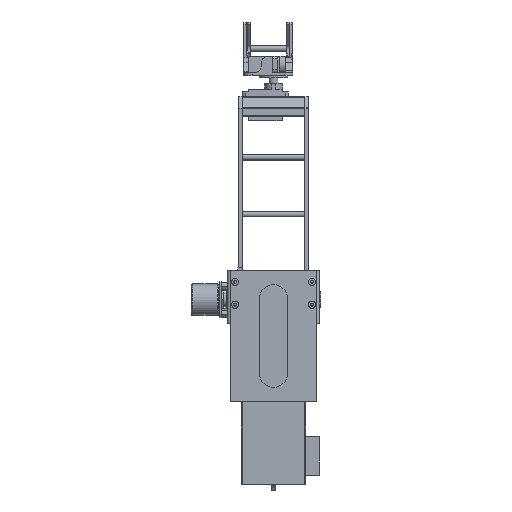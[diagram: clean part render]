
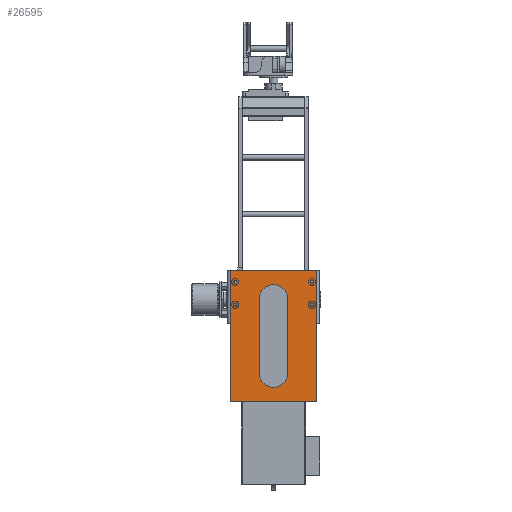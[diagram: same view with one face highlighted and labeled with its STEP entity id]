
A CAD part, top view. The second image highlights one B-rep face of the part: STEP entity #26595.
In plain terms, the highlighted planar face has unit normal (0, 0, 1).
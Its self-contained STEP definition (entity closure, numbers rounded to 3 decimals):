
#26057=CARTESIAN_POINT('Line Origine',(-25.,79.586,6.231)) ;
#26061=CARTESIAN_POINT('Vertex',(5.5,79.586,6.231)) ;
#26063=CARTESIAN_POINT('Vertex',(-55.5,79.586,6.231)) ;
#26097=CARTESIAN_POINT('Line Origine',(-55.5,125.586,6.231)) ;
#26101=CARTESIAN_POINT('Vertex',(-55.5,171.586,6.231)) ;
#26128=CARTESIAN_POINT('Line Origine',(-25.,171.586,6.231)) ;
#26132=CARTESIAN_POINT('Vertex',(5.5,171.586,6.231)) ;
#26159=CARTESIAN_POINT('Line Origine',(5.5,125.586,6.231)) ;
#26187=CARTESIAN_POINT('Vertex',(-53.,147.586,6.231)) ;
#26201=CARTESIAN_POINT('Vertex',(-51.,147.586,6.231)) ;
#26204=CARTESIAN_POINT('Axis2P3D Location',(-52.,147.586,6.231)) ;
#26221=CARTESIAN_POINT('Axis2P3D Location',(-52.,147.586,6.231)) ;
#26244=CARTESIAN_POINT('Vertex',(-53.,163.586,6.231)) ;
#26258=CARTESIAN_POINT('Vertex',(-51.,163.586,6.231)) ;
#26261=CARTESIAN_POINT('Axis2P3D Location',(-52.,163.586,6.231)) ;
#26278=CARTESIAN_POINT('Axis2P3D Location',(-52.,163.586,6.231)) ;
#26301=CARTESIAN_POINT('Vertex',(3.,163.586,6.231)) ;
#26315=CARTESIAN_POINT('Vertex',(1.,163.586,6.231)) ;
#26318=CARTESIAN_POINT('Axis2P3D Location',(2.,163.586,6.231)) ;
#26335=CARTESIAN_POINT('Axis2P3D Location',(2.,163.586,6.231)) ;
#26358=CARTESIAN_POINT('Vertex',(3.,147.586,6.231)) ;
#26372=CARTESIAN_POINT('Vertex',(1.,147.586,6.231)) ;
#26375=CARTESIAN_POINT('Axis2P3D Location',(2.,147.586,6.231)) ;
#26392=CARTESIAN_POINT('Axis2P3D Location',(2.,147.586,6.231)) ;
#26415=CARTESIAN_POINT('Vertex',(-15.,151.586,6.231)) ;
#26429=CARTESIAN_POINT('Vertex',(-15.,99.586,6.231)) ;
#26432=CARTESIAN_POINT('Line Origine',(-15.,125.586,6.231)) ;
#26455=CARTESIAN_POINT('Vertex',(-35.,151.586,6.231)) ;
#26463=CARTESIAN_POINT('Axis2P3D Location',(-25.,151.586,6.231)) ;
#26486=CARTESIAN_POINT('Vertex',(-35.,99.586,6.231)) ;
#26494=CARTESIAN_POINT('Line Origine',(-35.,125.586,6.231)) ;
#26516=CARTESIAN_POINT('Axis2P3D Location',(-25.,99.586,6.231)) ;
#26562=CARTESIAN_POINT('Axis2P3D Location',(0.,0.,6.231)) ;
#26058=DIRECTION('Vector Direction',(1.,0.,0.)) ;
#26098=DIRECTION('Vector Direction',(0.,-1.,0.)) ;
#26129=DIRECTION('Vector Direction',(-1.,0.,0.)) ;
#26160=DIRECTION('Vector Direction',(0.,1.,0.)) ;
#26205=DIRECTION('Axis2P3D Direction',(0.,0.,-1.)) ;
#26222=DIRECTION('Axis2P3D Direction',(0.,0.,-1.)) ;
#26262=DIRECTION('Axis2P3D Direction',(0.,0.,-1.)) ;
#26279=DIRECTION('Axis2P3D Direction',(0.,0.,-1.)) ;
#26319=DIRECTION('Axis2P3D Direction',(0.,0.,-1.)) ;
#26336=DIRECTION('Axis2P3D Direction',(0.,0.,-1.)) ;
#26376=DIRECTION('Axis2P3D Direction',(0.,0.,-1.)) ;
#26393=DIRECTION('Axis2P3D Direction',(0.,0.,-1.)) ;
#26433=DIRECTION('Vector Direction',(0.,1.,0.)) ;
#26464=DIRECTION('Axis2P3D Direction',(0.,0.,-1.)) ;
#26495=DIRECTION('Vector Direction',(0.,-1.,0.)) ;
#26517=DIRECTION('Axis2P3D Direction',(0.,0.,-1.)) ;
#26563=DIRECTION('Axis2P3D Direction',(0.,0.,-1.)) ;
#26564=DIRECTION('Axis2P3D XDirection',(1.,0.,0.)) ;
#26206=AXIS2_PLACEMENT_3D('Circle Axis2P3D',#26204,#26205,$) ;
#26223=AXIS2_PLACEMENT_3D('Circle Axis2P3D',#26221,#26222,$) ;
#26263=AXIS2_PLACEMENT_3D('Circle Axis2P3D',#26261,#26262,$) ;
#26280=AXIS2_PLACEMENT_3D('Circle Axis2P3D',#26278,#26279,$) ;
#26320=AXIS2_PLACEMENT_3D('Circle Axis2P3D',#26318,#26319,$) ;
#26337=AXIS2_PLACEMENT_3D('Circle Axis2P3D',#26335,#26336,$) ;
#26377=AXIS2_PLACEMENT_3D('Circle Axis2P3D',#26375,#26376,$) ;
#26394=AXIS2_PLACEMENT_3D('Circle Axis2P3D',#26392,#26393,$) ;
#26465=AXIS2_PLACEMENT_3D('Circle Axis2P3D',#26463,#26464,$) ;
#26518=AXIS2_PLACEMENT_3D('Circle Axis2P3D',#26516,#26517,$) ;
#26565=AXIS2_PLACEMENT_3D('Plane Axis2P3D',#26562,#26563,#26564) ;
#26568=ORIENTED_EDGE('',*,*,#26163,.F.) ;
#26569=ORIENTED_EDGE('',*,*,#26134,.F.) ;
#26570=ORIENTED_EDGE('',*,*,#26103,.F.) ;
#26571=ORIENTED_EDGE('',*,*,#26065,.F.) ;
#26574=ORIENTED_EDGE('',*,*,#26225,.T.) ;
#26575=ORIENTED_EDGE('',*,*,#26208,.T.) ;
#26578=ORIENTED_EDGE('',*,*,#26282,.T.) ;
#26579=ORIENTED_EDGE('',*,*,#26265,.T.) ;
#26582=ORIENTED_EDGE('',*,*,#26339,.T.) ;
#26583=ORIENTED_EDGE('',*,*,#26322,.T.) ;
#26586=ORIENTED_EDGE('',*,*,#26396,.T.) ;
#26587=ORIENTED_EDGE('',*,*,#26379,.T.) ;
#26590=ORIENTED_EDGE('',*,*,#26520,.T.) ;
#26591=ORIENTED_EDGE('',*,*,#26498,.T.) ;
#26592=ORIENTED_EDGE('',*,*,#26467,.T.) ;
#26593=ORIENTED_EDGE('',*,*,#26436,.T.) ;
#26576=FACE_BOUND('',#26573,.T.) ;
#26580=FACE_BOUND('',#26577,.T.) ;
#26584=FACE_BOUND('',#26581,.T.) ;
#26588=FACE_BOUND('',#26585,.T.) ;
#26594=FACE_BOUND('',#26589,.T.) ;
#26059=VECTOR('Line Direction',#26058,1.) ;
#26099=VECTOR('Line Direction',#26098,1.) ;
#26130=VECTOR('Line Direction',#26129,1.) ;
#26161=VECTOR('Line Direction',#26160,1.) ;
#26434=VECTOR('Line Direction',#26433,1.) ;
#26496=VECTOR('Line Direction',#26495,1.) ;
#26595=ADVANCED_FACE('PartBody',(#26572,#26576,#26580,#26584,#26588,#26594),#26566,.F.) ;
#26207=CIRCLE('generated circle',#26206,1.) ;
#26224=CIRCLE('generated circle',#26223,1.) ;
#26264=CIRCLE('generated circle',#26263,1.) ;
#26281=CIRCLE('generated circle',#26280,1.) ;
#26321=CIRCLE('generated circle',#26320,1.) ;
#26338=CIRCLE('generated circle',#26337,1.) ;
#26378=CIRCLE('generated circle',#26377,1.) ;
#26395=CIRCLE('generated circle',#26394,1.) ;
#26466=CIRCLE('generated circle',#26465,10.) ;
#26519=CIRCLE('generated circle',#26518,10.) ;
#26065=EDGE_CURVE('',#26062,#26064,#26060,.F.) ;
#26103=EDGE_CURVE('',#26064,#26102,#26100,.F.) ;
#26134=EDGE_CURVE('',#26102,#26133,#26131,.F.) ;
#26163=EDGE_CURVE('',#26133,#26062,#26162,.F.) ;
#26208=EDGE_CURVE('',#26188,#26202,#26207,.T.) ;
#26225=EDGE_CURVE('',#26202,#26188,#26224,.T.) ;
#26265=EDGE_CURVE('',#26245,#26259,#26264,.T.) ;
#26282=EDGE_CURVE('',#26259,#26245,#26281,.T.) ;
#26322=EDGE_CURVE('',#26302,#26316,#26321,.T.) ;
#26339=EDGE_CURVE('',#26316,#26302,#26338,.T.) ;
#26379=EDGE_CURVE('',#26359,#26373,#26378,.T.) ;
#26396=EDGE_CURVE('',#26373,#26359,#26395,.T.) ;
#26436=EDGE_CURVE('',#26416,#26430,#26435,.F.) ;
#26467=EDGE_CURVE('',#26456,#26416,#26466,.T.) ;
#26498=EDGE_CURVE('',#26487,#26456,#26497,.F.) ;
#26520=EDGE_CURVE('',#26430,#26487,#26519,.T.) ;
#26567=EDGE_LOOP('',(#26568,#26569,#26570,#26571)) ;
#26573=EDGE_LOOP('',(#26574,#26575)) ;
#26577=EDGE_LOOP('',(#26578,#26579)) ;
#26581=EDGE_LOOP('',(#26582,#26583)) ;
#26585=EDGE_LOOP('',(#26586,#26587)) ;
#26589=EDGE_LOOP('',(#26590,#26591,#26592,#26593)) ;
#26572=FACE_OUTER_BOUND('',#26567,.T.) ;
#26060=LINE('Line',#26057,#26059) ;
#26100=LINE('Line',#26097,#26099) ;
#26131=LINE('Line',#26128,#26130) ;
#26162=LINE('Line',#26159,#26161) ;
#26435=LINE('Line',#26432,#26434) ;
#26497=LINE('Line',#26494,#26496) ;
#26566=PLANE('',#26565) ;
#26062=VERTEX_POINT('',#26061) ;
#26064=VERTEX_POINT('',#26063) ;
#26102=VERTEX_POINT('',#26101) ;
#26133=VERTEX_POINT('',#26132) ;
#26188=VERTEX_POINT('',#26187) ;
#26202=VERTEX_POINT('',#26201) ;
#26245=VERTEX_POINT('',#26244) ;
#26259=VERTEX_POINT('',#26258) ;
#26302=VERTEX_POINT('',#26301) ;
#26316=VERTEX_POINT('',#26315) ;
#26359=VERTEX_POINT('',#26358) ;
#26373=VERTEX_POINT('',#26372) ;
#26416=VERTEX_POINT('',#26415) ;
#26430=VERTEX_POINT('',#26429) ;
#26456=VERTEX_POINT('',#26455) ;
#26487=VERTEX_POINT('',#26486) ;
